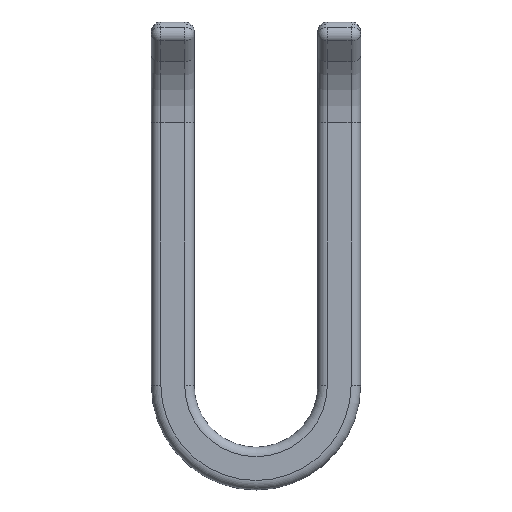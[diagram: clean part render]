
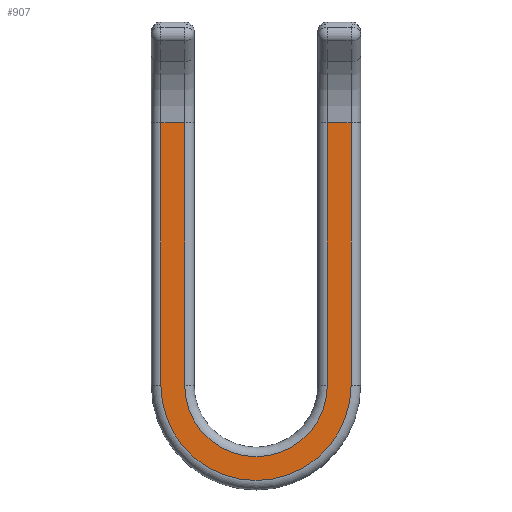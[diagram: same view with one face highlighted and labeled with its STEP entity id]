
A CAD part, top view. The second image highlights one B-rep face of the part: STEP entity #907.
In plain terms, the highlighted planar face has unit normal (0, 0, 1).
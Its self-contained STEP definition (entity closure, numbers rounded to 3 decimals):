
#16=PLANE('',#1055);
#53=LINE('',#1519,#113);
#55=LINE('',#1531,#115);
#70=LINE('',#1571,#130);
#72=LINE('',#1583,#132);
#88=LINE('',#1641,#148);
#90=LINE('',#1644,#150);
#113=VECTOR('',#1209,10.);
#115=VECTOR('',#1223,10.);
#130=VECTOR('',#1272,10.);
#132=VECTOR('',#1286,10.);
#148=VECTOR('',#1358,10.);
#150=VECTOR('',#1362,10.);
#235=FACE_OUTER_BOUND('',#297,.T.);
#297=EDGE_LOOP('',(#769,#770,#771,#772,#773,#774,#775,#776));
#355=CIRCLE('',#1000,20.);
#368=CIRCLE('',#1024,15.);
#424=VERTEX_POINT('',#1511);
#426=VERTEX_POINT('',#1517);
#428=VERTEX_POINT('',#1523);
#430=VERTEX_POINT('',#1529);
#435=VERTEX_POINT('',#1561);
#437=VERTEX_POINT('',#1567);
#439=VERTEX_POINT('',#1573);
#441=VERTEX_POINT('',#1579);
#512=EDGE_CURVE('',#426,#424,#53,.T.);
#515=EDGE_CURVE('',#428,#426,#355,.T.);
#518=EDGE_CURVE('',#430,#428,#55,.T.);
#541=EDGE_CURVE('',#435,#437,#70,.T.);
#544=EDGE_CURVE('',#437,#439,#368,.T.);
#547=EDGE_CURVE('',#439,#441,#72,.T.);
#578=EDGE_CURVE('',#441,#430,#88,.T.);
#580=EDGE_CURVE('',#424,#435,#90,.T.);
#769=ORIENTED_EDGE('',*,*,#547,.F.);
#770=ORIENTED_EDGE('',*,*,#544,.F.);
#771=ORIENTED_EDGE('',*,*,#541,.F.);
#772=ORIENTED_EDGE('',*,*,#580,.F.);
#773=ORIENTED_EDGE('',*,*,#512,.F.);
#774=ORIENTED_EDGE('',*,*,#515,.F.);
#775=ORIENTED_EDGE('',*,*,#518,.F.);
#776=ORIENTED_EDGE('',*,*,#578,.F.);
#907=ADVANCED_FACE('',(#235),#16,.T.);
#1000=AXIS2_PLACEMENT_3D('',#1525,#1215,#1216);
#1024=AXIS2_PLACEMENT_3D('',#1577,#1279,#1280);
#1055=AXIS2_PLACEMENT_3D('',#1643,#1360,#1361);
#1209=DIRECTION('',(0.,1.,0.));
#1215=DIRECTION('center_axis',(0.,0.,
-1.));
#1216=DIRECTION('ref_axis',(0.,-1.,0.));
#1223=DIRECTION('',(0.,-1.,0.));
#1272=DIRECTION('',(0.,-1.,0.));
#1279=DIRECTION('center_axis',(0.,0.,
1.));
#1280=DIRECTION('ref_axis',(0.,-1.,0.));
#1286=DIRECTION('',(0.,1.,0.));
#1358=DIRECTION('',(1.,0.,0.));
#1360=DIRECTION('center_axis',(0.,0.,
1.));
#1361=DIRECTION('ref_axis',(-1.,0.,0.));
#1362=DIRECTION('',(1.,0.,0.));
#1511=CARTESIAN_POINT('',(-20.,-7.279,2.5));
#1517=CARTESIAN_POINT('',(-20.,-62.5,2.5));
#1519=CARTESIAN_POINT('',(-20.,0.,2.5));
#1523=CARTESIAN_POINT('',(20.,-62.5,2.5));
#1525=CARTESIAN_POINT('Origin',(0.,-62.5,2.5));
#1529=CARTESIAN_POINT('',(20.,-7.279,2.5));
#1531=CARTESIAN_POINT('',(20.,-31.25,2.5));
#1561=CARTESIAN_POINT('',(-15.,-7.279,2.5));
#1567=CARTESIAN_POINT('',(-15.,-62.5,2.5));
#1571=CARTESIAN_POINT('',(-15.,0.,2.5));
#1573=CARTESIAN_POINT('',(15.,-62.5,2.5));
#1577=CARTESIAN_POINT('Origin',(0.,-62.5,2.5));
#1579=CARTESIAN_POINT('',(15.,-7.279,2.5));
#1583=CARTESIAN_POINT('',(15.,-31.25,2.5));
#1641=CARTESIAN_POINT('',(0.,-7.279,2.5));
#1643=CARTESIAN_POINT('Origin',(-13.,0.,2.5));
#1644=CARTESIAN_POINT('',(-13.,-7.279,2.5));
